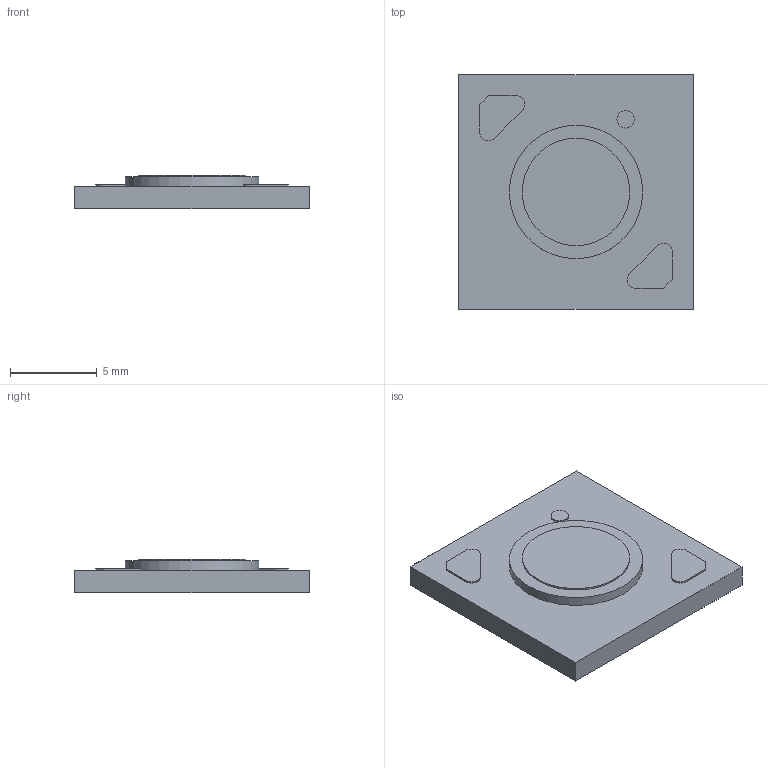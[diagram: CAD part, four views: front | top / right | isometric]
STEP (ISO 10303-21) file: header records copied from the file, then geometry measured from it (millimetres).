
FILE_DESCRIPTION(/* description */ (''),/* implementation_level */ '2;1');
FILE_NAME(/* name */ 'Component1.step',/* time_stamp */ '2025-08-18T18:37:36+01:00',/* author */ (''),/* organization */ (''),/* preprocessor_version */ 'ST-DEVELOPER v20.1',/* originating_system */ 'Autodesk Translation Framework v14.10.0.0',/* authorisation */ '');
FILE_SCHEMA (('AUTOMOTIVE_DESIGN { 1 0 10303 214 3 1 1 }'));
Length unit declared in the file: millimetre
Products named in the file (1): FusionComponent
Bounding box: 13.55 x 13.55 x 1.95 mm (x, y, z)
Volume: 268.3 mm3; surface area: 454.9 mm2
Topology: 1 solids, 1 shells, 26 faces, 57 edges, 38 vertices
Faces by surface type: plane 19, cylinder 7
Full cylindrical faces by diameter (mm): 1 x1, 6.2 x1, 7.7 x1
Entity records: 797 total; most frequent: DIRECTION 125, CARTESIAN_POINT 122, ORIENTED_EDGE 114, EDGE_CURVE 57, LINE 43, VECTOR 43, AXIS2_PLACEMENT_3D 41, VERTEX_POINT 38
